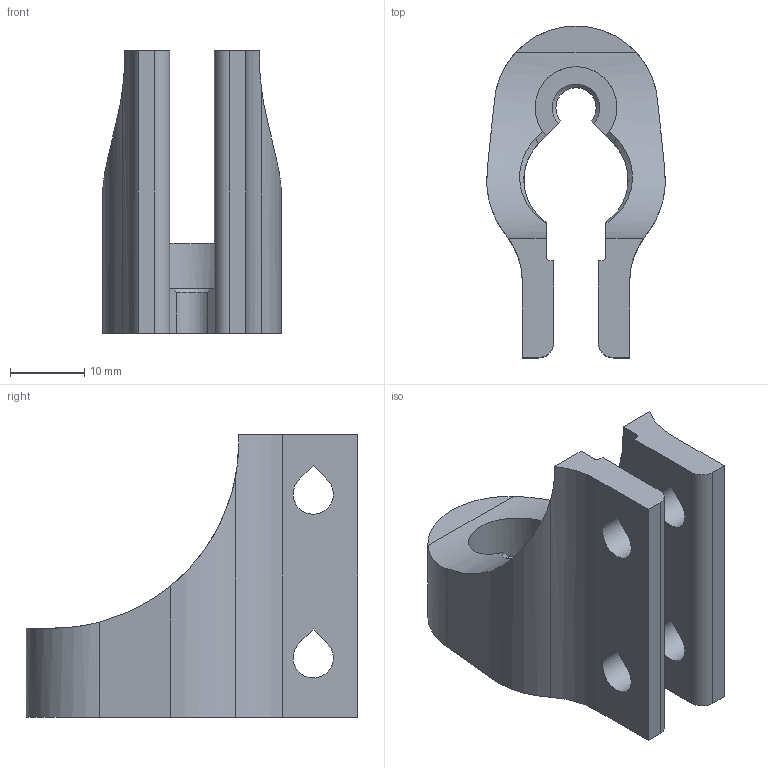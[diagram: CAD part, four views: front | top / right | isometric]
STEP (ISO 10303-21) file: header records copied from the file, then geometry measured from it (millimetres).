
FILE_DESCRIPTION( ( 'Unknown' ), '1' );
FILE_NAME( 'Bed-constraint-bracket.stp', 'Unknown', ( 'Ed Sells' ), ( 'University of Bath' ), 'XStep 1.0', 'Solid Edge v19', ' ' );
FILE_SCHEMA( ( 'CONFIG_CONTROL_DESIGN' ) );
Length unit declared in the file: millimetre
Products named in the file (1): 1
Bounding box: 23.97 x 44.57 x 38 mm (x, y, z)
Volume: 10621.7 mm3; surface area: 6186.8 mm2
Topology: 1 solids, 1 shells, 52 faces, 148 edges, 98 vertices
Faces by surface type: plane 29, cylinder 18, bspline 4, cone 1
Entity records: 1998 total; most frequent: CARTESIAN_POINT 605, ORIENTED_EDGE 296, DIRECTION 257, EDGE_CURVE 148, VERTEX_POINT 98, LINE 91, VECTOR 91, AXIS2_PLACEMENT_3D 83
